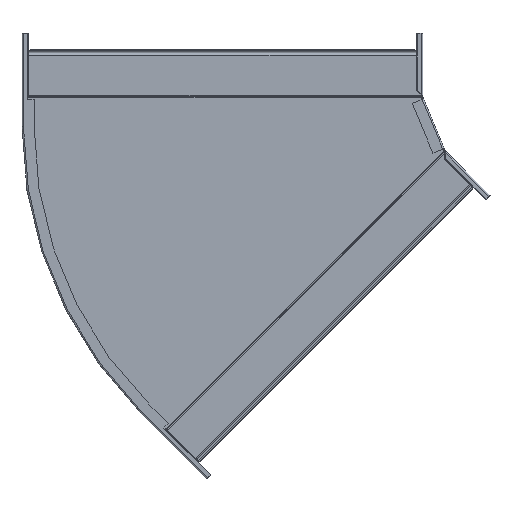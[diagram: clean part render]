
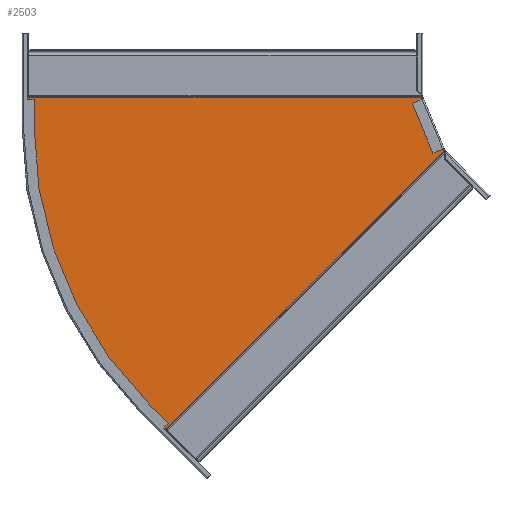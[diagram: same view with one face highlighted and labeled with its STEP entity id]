
A CAD part, front view. The second image highlights one B-rep face of the part: STEP entity #2503.
In plain terms, the highlighted planar face has unit normal (0, -1, 0).
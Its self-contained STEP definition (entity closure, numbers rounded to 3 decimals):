
#24 = VERTEX_POINT ( 'NONE', #2121 ) ;
#52 = CARTESIAN_POINT ( 'NONE',  ( -334.611, -1., -381.178 ) ) ;
#99 = VERTEX_POINT ( 'NONE', #3318 ) ;
#113 = LINE ( 'NONE', #5167, #4780 ) ;
#144 = DIRECTION ( 'NONE',  ( 0., 0., -1. ) ) ;
#168 = VECTOR ( 'NONE', #2693, 1000. ) ;
#172 = LINE ( 'NONE', #3801, #4903 ) ;
#262 = LINE ( 'NONE', #2297, #2994 ) ;
#279 = CARTESIAN_POINT ( 'NONE',  ( -499.639, -1., 32.928 ) ) ;
#394 = LINE ( 'NONE', #3940, #4293 ) ;
#428 = VECTOR ( 'NONE', #2128, 1000. ) ;
#432 = LINE ( 'NONE', #52, #1926 ) ;
#442 = CARTESIAN_POINT ( 'NONE',  ( -329.558, -1., -377.038 ) ) ;
#497 = DIRECTION ( 'NONE',  ( 0., 0., -1. ) ) ;
#522 = EDGE_CURVE ( 'NONE', #3633, #876, #2330, .T. ) ;
#531 = PLANE ( 'NONE',  #4217 ) ;
#540 = ORIENTED_EDGE ( 'NONE', *, *, #5503, .T. ) ;
#596 = CARTESIAN_POINT ( 'NONE',  ( -7.889, -1., -3.268 ) ) ;
#623 = CARTESIAN_POINT ( 'NONE',  ( -334.611, -1., -381.178 ) ) ;
#745 = ORIENTED_EDGE ( 'NONE', *, *, #522, .T. ) ;
#813 = ORIENTED_EDGE ( 'NONE', *, *, #2404, .T. ) ;
#876 = VERTEX_POINT ( 'NONE', #912 ) ;
#912 = CARTESIAN_POINT ( 'NONE',  ( -506.139, -1., 32.928 ) ) ;
#916 = DIRECTION ( 'NONE',  ( 0., 0., -1. ) ) ;
#1084 = VERTEX_POINT ( 'NONE', #1225 ) ;
#1173 = ORIENTED_EDGE ( 'NONE', *, *, #2967, .F. ) ;
#1225 = CARTESIAN_POINT ( 'NONE',  ( 13.639, -1., -32.928 ) ) ;
#1283 = VECTOR ( 'NONE', #4331, 1000. ) ;
#1292 = CARTESIAN_POINT ( 'NONE',  ( 13.639, -1., -32.928 ) ) ;
#1331 = ORIENTED_EDGE ( 'NONE', *, *, #4646, .T. ) ;
#1380 = VERTEX_POINT ( 'NONE', #4637 ) ;
#1592 = VERTEX_POINT ( 'NONE', #442 ) ;
#1736 = LINE ( 'NONE', #1292, #4766 ) ;
#1764 = ORIENTED_EDGE ( 'NONE', *, *, #3713, .F. ) ;
#1765 = CIRCLE ( 'NONE', #2324, 498.25 ) ;
#1907 = DIRECTION ( 'NONE',  ( 0., 1., 0. ) ) ;
#1926 = VECTOR ( 'NONE', #4955, 1000. ) ;
#1928 = CARTESIAN_POINT ( 'NONE',  ( -7.889, -1., -3.268 ) ) ;
#1946 = EDGE_CURVE ( 'NONE', #99, #876, #5813, .T. ) ;
#2084 = DIRECTION ( 'NONE',  ( -0.707, 0., 0.707 ) ) ;
#2108 = EDGE_LOOP ( 'NONE', ( #3466, #1331, #4377, #745, #2951, #5734, #540, #4979, #1173, #1764, #813, #4392 ) ) ;
#2121 = CARTESIAN_POINT ( 'NONE',  ( -13.639, -1., 32.928 ) ) ;
#2128 = DIRECTION ( 'NONE',  ( -1., 0., 0. ) ) ;
#2297 = CARTESIAN_POINT ( 'NONE',  ( -499.639, -1., 85.428 ) ) ;
#2301 = DIRECTION ( 'NONE',  ( 0., -1., 0. ) ) ;
#2324 = AXIS2_PLACEMENT_3D ( 'NONE', #596, #1907, #144 ) ;
#2330 = LINE ( 'NONE', #3128, #168 ) ;
#2404 = EDGE_CURVE ( 'NONE', #2488, #1084, #1736, .T. ) ;
#2488 = VERTEX_POINT ( 'NONE', #4570 ) ;
#2503 = ADVANCED_FACE ( 'NONE', ( #3161 ), #531, .T. ) ;
#2547 = CARTESIAN_POINT ( 'NONE',  ( -8.802, -1., 21.249 ) ) ;
#2582 = CARTESIAN_POINT ( 'NONE',  ( -13.639, -1., 33.574 ) ) ;
#2630 = VERTEX_POINT ( 'NONE', #4302 ) ;
#2640 = LINE ( 'NONE', #2698, #428 ) ;
#2680 = EDGE_CURVE ( 'NONE', #24, #1084, #2930, .T. ) ;
#2693 = DIRECTION ( 'NONE',  ( -1., 0., 0. ) ) ;
#2698 = CARTESIAN_POINT ( 'NONE',  ( -7.889, -1., 33.574 ) ) ;
#2780 = DIRECTION ( 'NONE',  ( 0.707, 0., -0.707 ) ) ;
#2930 = LINE ( 'NONE', #2547, #1283 ) ;
#2951 = ORIENTED_EDGE ( 'NONE', *, *, #1946, .F. ) ;
#2967 = EDGE_CURVE ( 'NONE', #1592, #3017, #4762, .T. ) ;
#2994 = VECTOR ( 'NONE', #916, 1000. ) ;
#3017 = VERTEX_POINT ( 'NONE', #5653 ) ;
#3029 = VERTEX_POINT ( 'NONE', #623 ) ;
#3030 = EDGE_CURVE ( 'NONE', #4111, #24, #172, .T. ) ;
#3048 = VECTOR ( 'NONE', #4567, 1000. ) ;
#3095 = DIRECTION ( 'NONE',  ( -0.707, 0., 0.707 ) ) ;
#3128 = CARTESIAN_POINT ( 'NONE',  ( -506.139, -1., 32.928 ) ) ;
#3161 = FACE_OUTER_BOUND ( 'NONE', #2108, .T. ) ;
#3229 = EDGE_CURVE ( 'NONE', #3017, #3029, #432, .T. ) ;
#3318 = CARTESIAN_POINT ( 'NONE',  ( -506.139, -1., -3.268 ) ) ;
#3466 = ORIENTED_EDGE ( 'NONE', *, *, #3030, .F. ) ;
#3633 = VERTEX_POINT ( 'NONE', #279 ) ;
#3713 = EDGE_CURVE ( 'NONE', #2488, #1592, #394, .T. ) ;
#3801 = CARTESIAN_POINT ( 'NONE',  ( -13.639, -1., 32.928 ) ) ;
#3940 = CARTESIAN_POINT ( 'NONE',  ( 18.162, -1., -29.318 ) ) ;
#4111 = VERTEX_POINT ( 'NONE', #2582 ) ;
#4217 = AXIS2_PLACEMENT_3D ( 'NONE', #1928, #2301, #497 ) ;
#4293 = VECTOR ( 'NONE', #4846, 1000. ) ;
#4302 = CARTESIAN_POINT ( 'NONE',  ( -360.205, -1., -355.584 ) ) ;
#4331 = DIRECTION ( 'NONE',  ( 0.383, 0., -0.924 ) ) ;
#4377 = ORIENTED_EDGE ( 'NONE', *, *, #5599, .T. ) ;
#4392 = ORIENTED_EDGE ( 'NONE', *, *, #2680, .F. ) ;
#4444 = EDGE_CURVE ( 'NONE', #2630, #99, #1765, .T. ) ;
#4469 = VECTOR ( 'NONE', #2084, 1000. ) ;
#4567 = DIRECTION ( 'NONE',  ( 0., 0., 1. ) ) ;
#4570 = CARTESIAN_POINT ( 'NONE',  ( 14.096, -1., -33.384 ) ) ;
#4637 = CARTESIAN_POINT ( 'NONE',  ( -499.639, -1., 33.574 ) ) ;
#4646 = EDGE_CURVE ( 'NONE', #4111, #1380, #2640, .T. ) ;
#4659 = DIRECTION ( 'NONE',  ( 0., 0., -1. ) ) ;
#4762 = LINE ( 'NONE', #4814, #4469 ) ;
#4766 = VECTOR ( 'NONE', #3095, 1000. ) ;
#4780 = VECTOR ( 'NONE', #2780, 1000. ) ;
#4814 = CARTESIAN_POINT ( 'NONE',  ( -292.892, -1., -413.705 ) ) ;
#4846 = DIRECTION ( 'NONE',  ( -0.707, 0., -0.707 ) ) ;
#4903 = VECTOR ( 'NONE', #4659, 1000. ) ;
#4955 = DIRECTION ( 'NONE',  ( -0.707, 0., -0.707 ) ) ;
#4979 = ORIENTED_EDGE ( 'NONE', *, *, #3229, .F. ) ;
#5167 = CARTESIAN_POINT ( 'NONE',  ( -360.205, -1., -355.584 ) ) ;
#5337 = CARTESIAN_POINT ( 'NONE',  ( -506.139, -1., -3.268 ) ) ;
#5503 = EDGE_CURVE ( 'NONE', #2630, #3029, #113, .T. ) ;
#5599 = EDGE_CURVE ( 'NONE', #1380, #3633, #262, .T. ) ;
#5653 = CARTESIAN_POINT ( 'NONE',  ( -330.015, -1., -376.581 ) ) ;
#5734 = ORIENTED_EDGE ( 'NONE', *, *, #4444, .F. ) ;
#5813 = LINE ( 'NONE', #5337, #3048 ) ;
